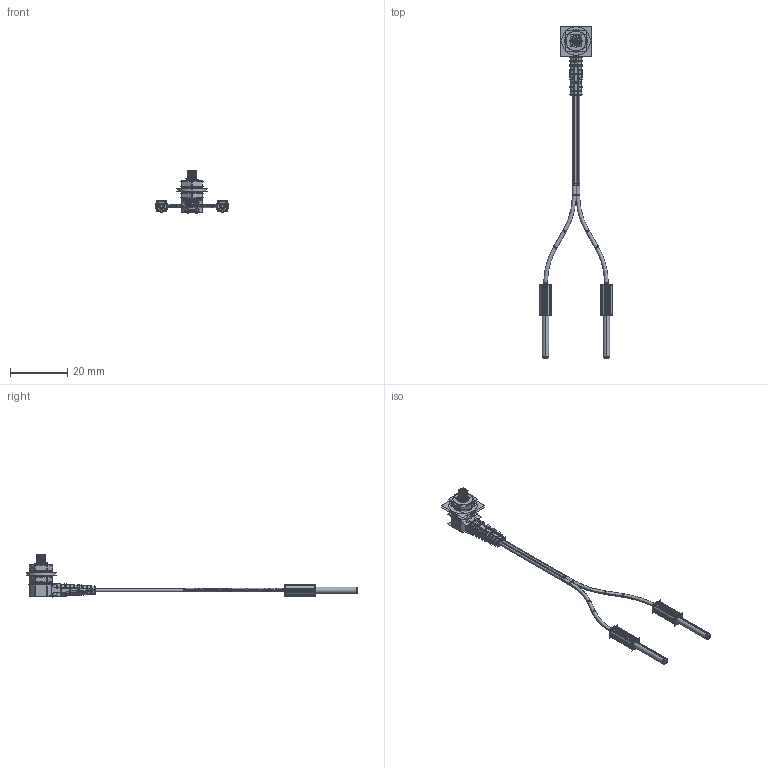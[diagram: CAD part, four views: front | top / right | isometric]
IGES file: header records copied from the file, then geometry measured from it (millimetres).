
Start section:  PTC IGES file: 194314.igs
Global section: file name: 194314.igs; native system: Creo Parametric by Parametric Technology Corporation; preprocessor: 2016010; author: pdmadmin; organization: Unknown; date: 20160811.095230; units: millimetre
Bounding box: 25.3 x 116.18 x 15.34 mm (x, y, z)
Volume: 2203.7 mm3; surface area: 22748.3 mm2
Topology: 4 solids, 4 shells, 1442 faces, 9273 edges, 13095 vertices
Faces by surface type: revolution 876, bspline 562, extrusion 4
